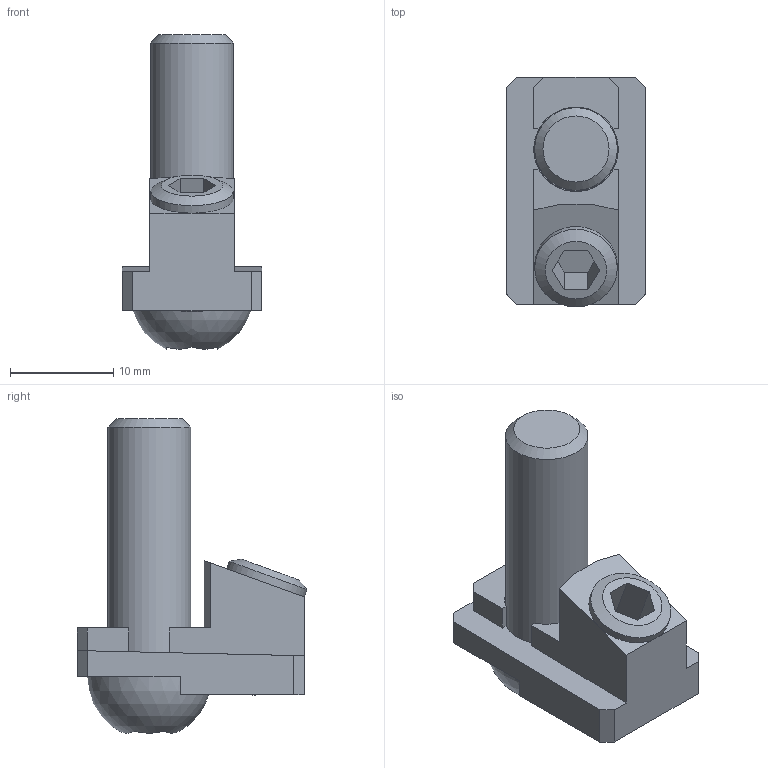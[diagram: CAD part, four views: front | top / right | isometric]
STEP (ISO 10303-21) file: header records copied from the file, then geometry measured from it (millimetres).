
FILE_DESCRIPTION(/* description */ (''),/* implementation_level */ '2;1');
FILE_NAME(/* name */ '41-003-0.stp',/* time_stamp */ '2023-08-28T08:13:51-04:00',/* author */ ('esanner'),/* organization */ (''),/* preprocessor_version */ 'ST-DEVELOPER v19',/* originating_system */ 'AutoCAD Mechanical',/* authorisation */ '');
FILE_SCHEMA (('AUTOMOTIVE_DESIGN { 1 0 10303 214 3 1 1 }'));
Length unit declared in the file: millimetre
Products named in the file (2): Product; ACADMENU
Assembly tree (1 placements, depth 2):
  Product
    ACADMENU
Bounding box: 13.5 x 22.27 x 30.45 mm (x, y, z)
Volume: 3101.1 mm3; surface area: 2859 mm2
Topology: 3 solids, 3 shells, 78 faces, 206 edges, 132 vertices
Faces by surface type: plane 50, cone 21, cylinder 6, sphere 1
Full cylindrical faces by diameter (mm): 8 x2, 8.2 x1
Entity records: 2462 total; most frequent: CARTESIAN_POINT 436, DIRECTION 423, ORIENTED_EDGE 412, EDGE_CURVE 206, LINE 143, VECTOR 143, AXIS2_PLACEMENT_3D 140, VERTEX_POINT 132
